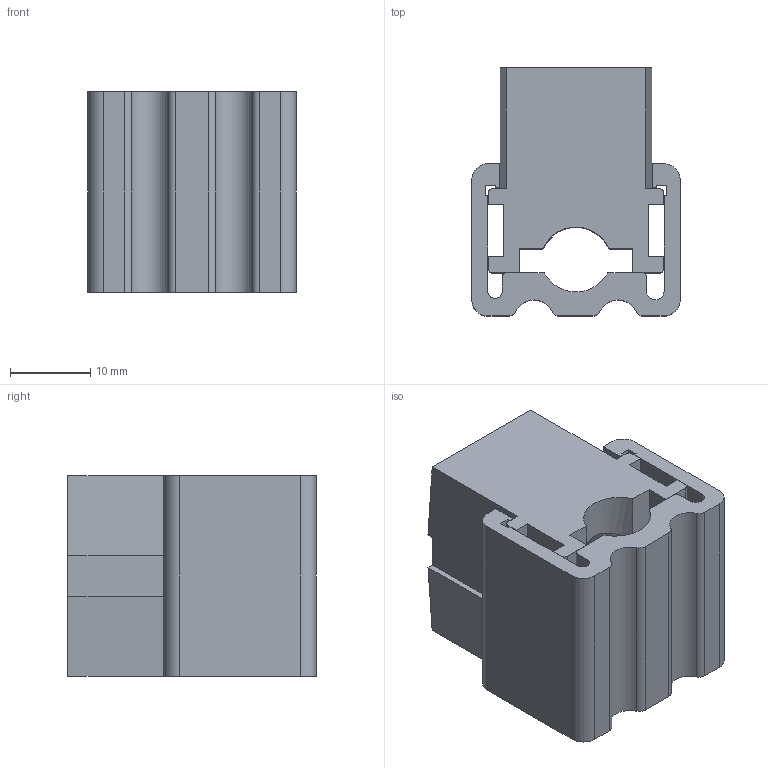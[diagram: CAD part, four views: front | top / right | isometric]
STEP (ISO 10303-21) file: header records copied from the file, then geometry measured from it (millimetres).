
FILE_DESCRIPTION((''),'2;1');
FILE_NAME('','2006-11-07T16:25:12',(''),(''),'','CADfix','');
FILE_SCHEMA(('AUTOMOTIVE_DESIGN'));
Length unit declared in the file: millimetre
Products named in the file (3): guide_2; guide_1; TEA_1001_U40_7331_36
Assembly tree (2 placements, depth 2):
  TEA_1001_U40_7331_36
    guide_2
    guide_1
Bounding box: 26 x 31 x 25 mm (x, y, z)
Volume: 9254.4 mm3; surface area: 9921.8 mm2
Topology: 2 solids, 2 shells, 125 faces, 364 edges, 246 vertices
Faces by surface type: bspline 125
Entity records: 4038 total; most frequent: CARTESIAN_POINT 1876, ORIENTED_EDGE 728, EDGE_CURVE 364, QUASI_UNIFORM_CURVE 270, VERTEX_POINT 246, EDGE_LOOP 130, FACE_OUTER_BOUND 125, ADVANCED_FACE 125
